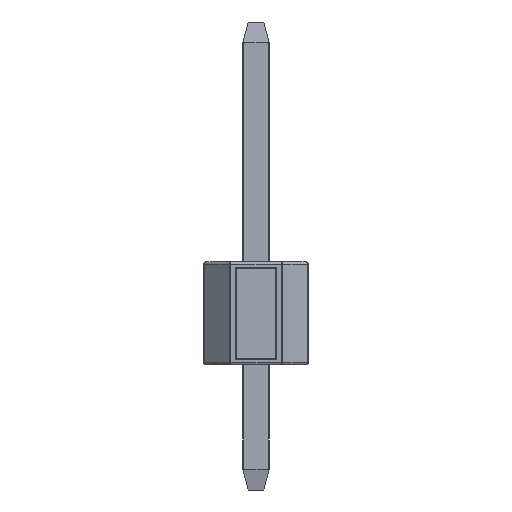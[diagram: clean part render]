
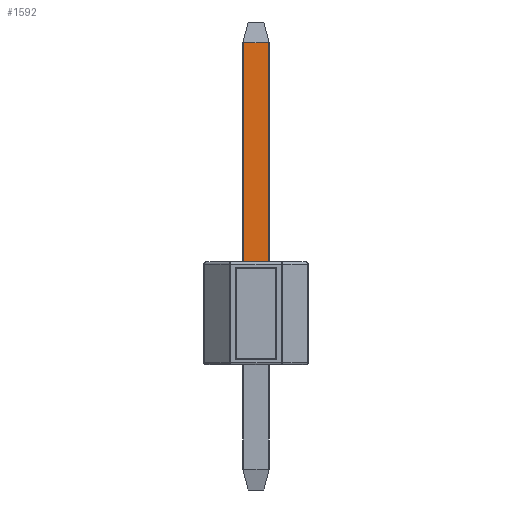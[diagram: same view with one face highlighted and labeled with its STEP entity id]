
A CAD part, left-side view. The second image highlights one B-rep face of the part: STEP entity #1592.
In plain terms, the highlighted planar face has unit normal (-1, 0, 0).
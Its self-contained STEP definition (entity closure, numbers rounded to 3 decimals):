
#243=FACE_OUTER_BOUND('',#337,.T.);
#337=EDGE_LOOP('',(#1282,#1283,#1284,#1285));
#446=LINE('',#2612,#586);
#469=LINE('',#2660,#609);
#470=LINE('',#2662,#610);
#471=LINE('',#2663,#611);
#586=VECTOR('',#2160,10.);
#609=VECTOR('',#2211,10.);
#610=VECTOR('',#2212,10.);
#611=VECTOR('',#2213,10.);
#650=VERTEX_POINT('',#2353);
#653=VERTEX_POINT('',#2360);
#732=VERTEX_POINT('',#2659);
#733=VERTEX_POINT('',#2661);
#902=EDGE_CURVE('',#653,#650,#446,.T.);
#925=EDGE_CURVE('',#732,#650,#469,.T.);
#926=EDGE_CURVE('',#733,#732,#470,.T.);
#927=EDGE_CURVE('',#653,#733,#471,.T.);
#1282=ORIENTED_EDGE('',*,*,#902,.T.);
#1283=ORIENTED_EDGE('',*,*,#925,.F.);
#1284=ORIENTED_EDGE('',*,*,#926,.F.);
#1285=ORIENTED_EDGE('',*,*,#927,.F.);
#1415=PLANE('',#1792);
#1592=ADVANCED_FACE('',(#243),#1415,.T.);
#1792=AXIS2_PLACEMENT_3D('',#2658,#2209,#2210);
#2160=DIRECTION('',(0.,-1.,0.));
#2209=DIRECTION('center_axis',(-1.,0.,0.));
#2210=DIRECTION('ref_axis',(0.,0.,1.));
#2211=DIRECTION('',(0.,0.,-1.));
#2212=DIRECTION('',(0.,-1.,0.));
#2213=DIRECTION('',(0.,0.,1.));
#2353=CARTESIAN_POINT('',(-0.32,-0.297,2.5));
#2360=CARTESIAN_POINT('',(-0.32,0.292,2.5));
#2612=CARTESIAN_POINT('',(-0.32,-0.003,2.5));
#2658=CARTESIAN_POINT('Origin',(-0.32,-0.003,2.645));
#2659=CARTESIAN_POINT('',(-0.32,-0.297,7.832));
#2660=CARTESIAN_POINT('',(-0.32,-0.297,5.493));
#2661=CARTESIAN_POINT('',(-0.32,0.292,7.832));
#2662=CARTESIAN_POINT('',(-0.32,0.158,7.832));
#2663=CARTESIAN_POINT('',(-0.32,0.292,-0.202));
